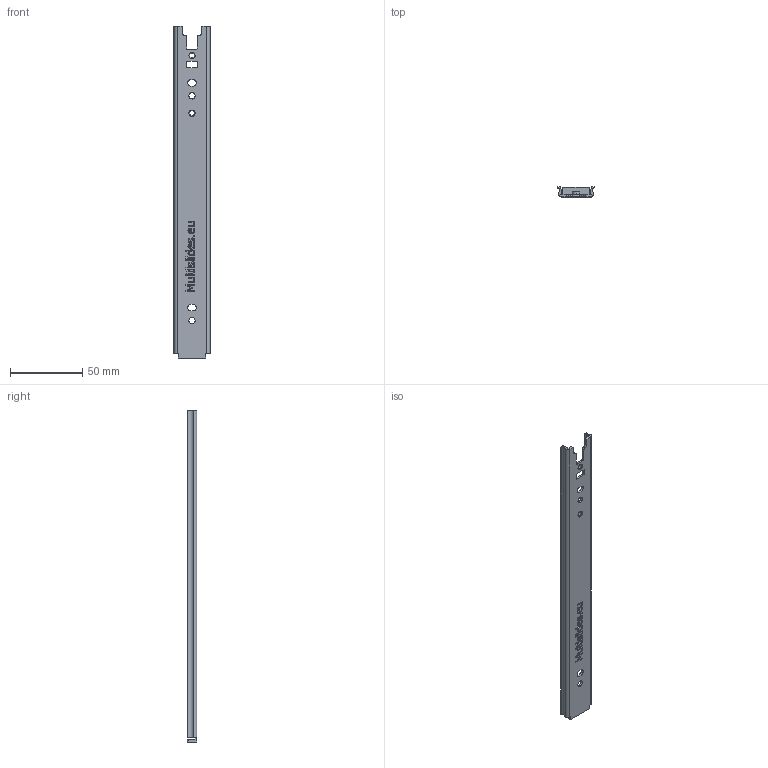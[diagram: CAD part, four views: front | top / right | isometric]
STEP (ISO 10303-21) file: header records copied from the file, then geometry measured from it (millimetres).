
FILE_DESCRIPTION (( 'STEP AP203' ), '1' );
FILE_NAME ('Schiene schmall 250 Touch.step', '2017-06-22T15:56:18', ( '' ), ( '' ), 'SwSTEP 2.0', 'SolidWorks 2016', '' );
FILE_SCHEMA (( 'CONFIG_CONTROL_DESIGN' ));
Length unit declared in the file: millimetre
Products named in the file (1): Schiene schmall 250 Touch
Bounding box: 25 x 6.7 x 230.5 mm (x, y, z)
Surface area: 16846.9 mm2 (no closed solid volume)
Topology: 0 solids, 1 shells, 280 faces, 767 edges, 510 vertices
Faces by surface type: plane 147, bspline 92, cylinder 41
Entity records: 9712 total; most frequent: CARTESIAN_POINT 3060, ORIENTED_EDGE 1534, DIRECTION 1039, EDGE_CURVE 767, VERTEX_POINT 510, LINE 497, VECTOR 497, EDGE_LOOP 315
